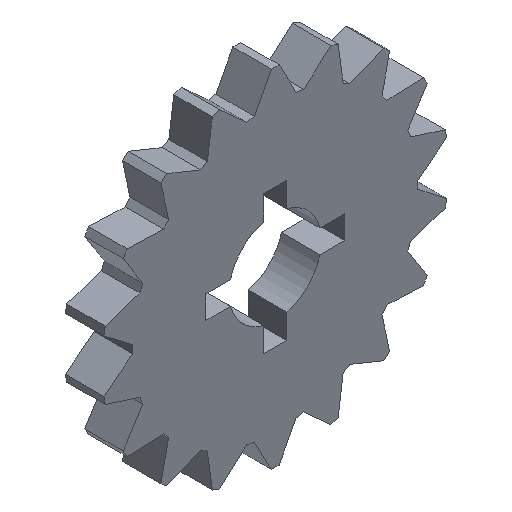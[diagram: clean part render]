
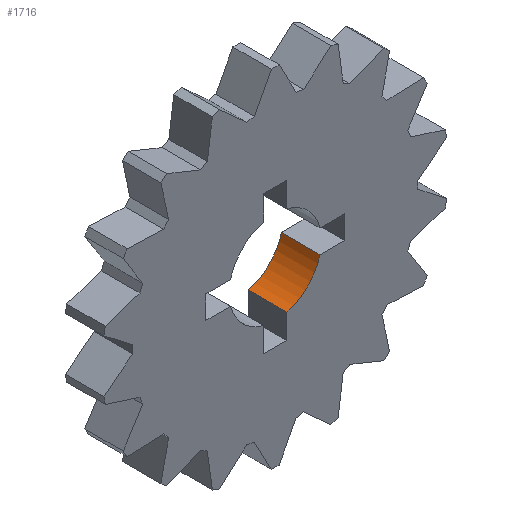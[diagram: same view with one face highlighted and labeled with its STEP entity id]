
A CAD part, isometric view. The second image highlights one B-rep face of the part: STEP entity #1716.
In plain terms, the highlighted cylindrical face has radius 6 mm (diameter 12 mm), a partial arc.
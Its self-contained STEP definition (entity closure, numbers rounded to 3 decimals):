
#43=CARTESIAN_POINT('',(0.,0.,0.));
#44=DIRECTION('',(0.,-1.,0.));
#45=DIRECTION('',(0.25,0.,-0.968));
#46=AXIS2_PLACEMENT_3D('',#43,#44,#45);
#245=DIRECTION('',(0.,1.,0.));
#246=VECTOR('',#245,5.);
#247=CARTESIAN_POINT('',(5.809,0.,-1.5));
#248=LINE('',#247,#246);
#249=DIRECTION('',(0.,1.,0.));
#250=VECTOR('',#249,5.);
#251=CARTESIAN_POINT('',(1.5,0.,-5.809));
#252=LINE('',#251,#250);
#294=CARTESIAN_POINT('',(0.,5.,0.));
#295=DIRECTION('',(0.,-1.,0.));
#296=DIRECTION('',(0.25,0.,-0.968));
#297=AXIS2_PLACEMENT_3D('',#294,#295,#296);
#1077=CARTESIAN_POINT('',(5.809,0.,-1.5));
#1078=VERTEX_POINT('',#1077);
#1079=CARTESIAN_POINT('',(1.5,0.,-5.809));
#1081=VERTEX_POINT('',#1079);
#1109=CARTESIAN_POINT('',(5.809,5.,-1.5));
#1110=VERTEX_POINT('',#1109);
#1111=CARTESIAN_POINT('',(1.5,5.,-5.809));
#1113=VERTEX_POINT('',#1111);
#1703=CARTESIAN_POINT('',(0.,0.,0.));
#1704=DIRECTION('',(0.,1.,0.));
#1705=DIRECTION('',(1.,0.,0.));
#1706=AXIS2_PLACEMENT_3D('',#1703,#1704,#1705);
#1707=CYLINDRICAL_SURFACE('',#1706,6.);
#1708=ORIENTED_EDGE('',*,*,#1695,.F.);
#1709=ORIENTED_EDGE('',*,*,#1588,.F.);
#1711=ORIENTED_EDGE('',*,*,#1710,.T.);
#1713=ORIENTED_EDGE('',*,*,#1712,.T.);
#1714=EDGE_LOOP('',(#1708,#1709,#1711,#1713));
#1715=FACE_OUTER_BOUND('',#1714,.F.);
#1716=ADVANCED_FACE('',(#1715),#1707,.F.);
#47=CIRCLE('',#46,6.);
#298=CIRCLE('',#297,6.);
#1588=EDGE_CURVE('',#1081,#1078,#47,.T.);
#1695=EDGE_CURVE('',#1078,#1110,#248,.T.);
#1710=EDGE_CURVE('',#1081,#1113,#252,.T.);
#1712=EDGE_CURVE('',#1113,#1110,#298,.T.);
